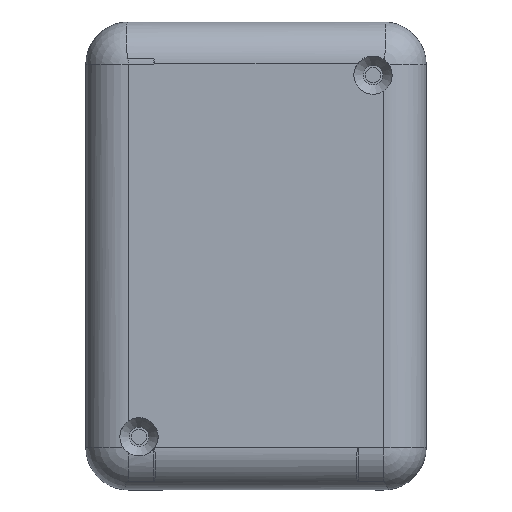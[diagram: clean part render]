
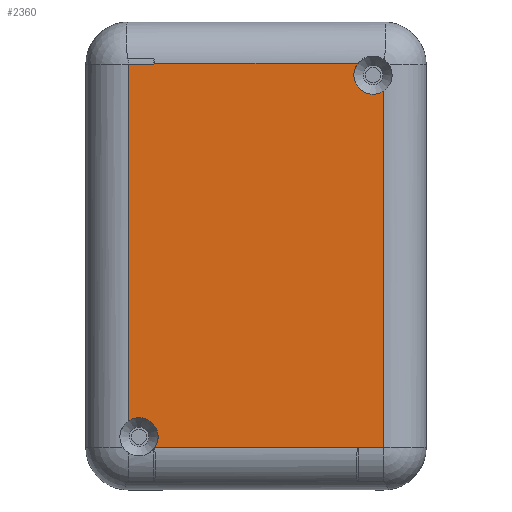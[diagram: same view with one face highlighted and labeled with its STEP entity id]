
A CAD part, front view. The second image highlights one B-rep face of the part: STEP entity #2360.
In plain terms, the highlighted face is planar.
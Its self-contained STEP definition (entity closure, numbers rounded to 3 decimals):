
#47=B_SPLINE_CURVE_WITH_KNOTS('',3,(#3812,#3813,#3814,#3815,#3816),
 .UNSPECIFIED.,.F.,.F.,(4,1,4),(0.,0.5,1.),.UNSPECIFIED.);
#174=LINE('',#3798,#336);
#175=LINE('',#3800,#337);
#176=LINE('',#3802,#338);
#177=LINE('',#3804,#339);
#178=LINE('',#3808,#340);
#179=LINE('',#3810,#341);
#180=LINE('',#3818,#342);
#181=LINE('',#3820,#343);
#336=VECTOR('',#3096,30.33);
#337=VECTOR('',#3097,0.07);
#338=VECTOR('',#3098,3.81);
#339=VECTOR('',#3099,53.187);
#340=VECTOR('',#3102,0.09);
#341=VECTOR('',#3103,30.239);
#342=VECTOR('',#3104,3.81);
#343=VECTOR('',#3105,53.187);
#432=PLANE('',#2575);
#553=FACE_OUTER_BOUND('',#710,.T.);
#710=EDGE_LOOP('',(#1784,#1785,#1786,#1787,#1788,#1789,#1790,#1791,#1792,
#1793,#1794));
#868=CIRCLE('',#2576,2.858);
#869=CIRCLE('',#2577,2.858);
#1045=VERTEX_POINT('',#3796);
#1046=VERTEX_POINT('',#3797);
#1047=VERTEX_POINT('',#3799);
#1048=VERTEX_POINT('',#3801);
#1049=VERTEX_POINT('',#3803);
#1050=VERTEX_POINT('',#3805);
#1051=VERTEX_POINT('',#3807);
#1052=VERTEX_POINT('',#3809);
#1053=VERTEX_POINT('',#3811);
#1054=VERTEX_POINT('',#3817);
#1055=VERTEX_POINT('',#3819);
#1308=EDGE_CURVE('',#1045,#1046,#174,.T.);
#1309=EDGE_CURVE('',#1047,#1045,#175,.T.);
#1310=EDGE_CURVE('',#1048,#1047,#176,.T.);
#1311=EDGE_CURVE('',#1049,#1048,#177,.T.);
#1312=EDGE_CURVE('',#1049,#1050,#868,.T.);
#1313=EDGE_CURVE('',#1050,#1051,#178,.T.);
#1314=EDGE_CURVE('',#1051,#1052,#179,.T.);
#1315=EDGE_CURVE('',#1053,#1052,#47,.T.);
#1316=EDGE_CURVE('',#1054,#1053,#180,.T.);
#1317=EDGE_CURVE('',#1055,#1054,#181,.T.);
#1318=EDGE_CURVE('',#1055,#1046,#869,.T.);
#1784=ORIENTED_EDGE('',*,*,#1308,.F.);
#1785=ORIENTED_EDGE('',*,*,#1309,.F.);
#1786=ORIENTED_EDGE('',*,*,#1310,.F.);
#1787=ORIENTED_EDGE('',*,*,#1311,.F.);
#1788=ORIENTED_EDGE('',*,*,#1312,.T.);
#1789=ORIENTED_EDGE('',*,*,#1313,.T.);
#1790=ORIENTED_EDGE('',*,*,#1314,.T.);
#1791=ORIENTED_EDGE('',*,*,#1315,.F.);
#1792=ORIENTED_EDGE('',*,*,#1316,.F.);
#1793=ORIENTED_EDGE('',*,*,#1317,.F.);
#1794=ORIENTED_EDGE('',*,*,#1318,.T.);
#2360=ADVANCED_FACE('',(#553),#432,.F.);
#2575=AXIS2_PLACEMENT_3D('',#3795,#3094,#3095);
#2576=AXIS2_PLACEMENT_3D('',#3806,#3100,#3101);
#2577=AXIS2_PLACEMENT_3D('',#3821,#3106,#3107);
#3094=DIRECTION('center_axis',(0.,0.,1.));
#3095=DIRECTION('ref_axis',(1.,0.,0.));
#3096=DIRECTION('',(0.,1.,0.));
#3097=DIRECTION('',(0.845,0.535,0.));
#3098=DIRECTION('',(0.,1.,0.));
#3099=DIRECTION('',(1.,0.,0.));
#3100=DIRECTION('center_axis',(0.,0.,1.));
#3101=DIRECTION('ref_axis',(1.,0.,0.));
#3102=DIRECTION('',(-0.845,0.534,0.));
#3103=DIRECTION('',(0.,1.,0.));
#3104=DIRECTION('',(0.,-1.,0.));
#3105=DIRECTION('',(-1.,0.,0.));
#3106=DIRECTION('center_axis',(0.,0.,1.));
#3107=DIRECTION('ref_axis',(-1.,0.,0.));
#3795=CARTESIAN_POINT('Origin',(125.805,90.892,0.));
#3796=CARTESIAN_POINT('',(154.44,75.69,0.));
#3797=CARTESIAN_POINT('',(154.44,106.02,0.));
#3798=CARTESIAN_POINT('',(154.44,75.69,0.));
#3799=CARTESIAN_POINT('',(154.38,75.652,0.));
#3800=CARTESIAN_POINT('',(154.38,75.652,0.));
#3801=CARTESIAN_POINT('',(154.38,71.842,0.));
#3802=CARTESIAN_POINT('',(154.38,71.842,0.));
#3803=CARTESIAN_POINT('',(101.194,71.842,0.));
#3804=CARTESIAN_POINT('',(101.194,71.842,0.));
#3805=CARTESIAN_POINT('',(97.116,75.725,0.));
#3806=CARTESIAN_POINT('Origin',(98.818,73.43,0.));
#3807=CARTESIAN_POINT('',(97.04,75.773,0.));
#3808=CARTESIAN_POINT('',(97.116,75.725,0.));
#3809=CARTESIAN_POINT('',(97.04,106.012,0.));
#3810=CARTESIAN_POINT('',(97.04,75.773,0.));
#3811=CARTESIAN_POINT('',(97.23,106.132,0.));
#3812=CARTESIAN_POINT('Ctrl Pts',(97.23,106.132,0.));
#3813=CARTESIAN_POINT('Ctrl Pts',(97.198,106.112,0.));
#3814=CARTESIAN_POINT('Ctrl Pts',(97.135,106.072,0.));
#3815=CARTESIAN_POINT('Ctrl Pts',(97.071,106.032,0.));
#3816=CARTESIAN_POINT('Ctrl Pts',(97.04,106.012,0.));
#3817=CARTESIAN_POINT('',(97.23,109.942,0.));
#3818=CARTESIAN_POINT('',(97.23,109.942,0.));
#3819=CARTESIAN_POINT('',(150.417,109.942,0.));
#3820=CARTESIAN_POINT('',(150.417,109.942,0.));
#3821=CARTESIAN_POINT('Origin',(152.793,108.355,0.));
